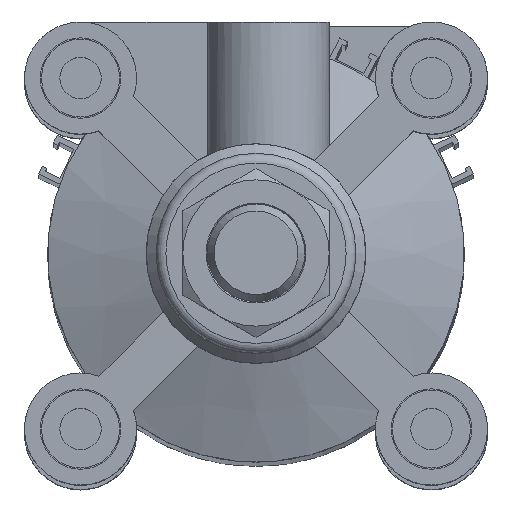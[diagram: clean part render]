
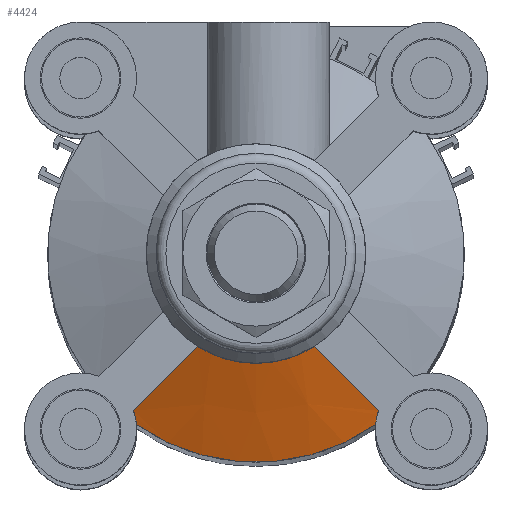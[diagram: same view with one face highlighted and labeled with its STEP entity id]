
A CAD part, top view. The second image highlights one B-rep face of the part: STEP entity #4424.
In plain terms, the highlighted conical face has half-angle 70 degrees and reference radius 32.625 mm.
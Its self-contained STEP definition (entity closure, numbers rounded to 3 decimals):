
#4331=CARTESIAN_POINT('',(-35.003,8.5,24.543));
#4332=VERTEX_POINT('',#4331);
#4339=CARTESIAN_POINT('',(-35.003,8.5,-24.543));
#4340=VERTEX_POINT('',#4339);
#4341=CARTESIAN_POINT('',(0.0,8.5,0.0));
#4342=DIRECTION('',(0.0,1.0,0.0));
#4343=DIRECTION('',(-1.0,0.0,0.0));
#4344=AXIS2_PLACEMENT_3D('',#4341,#4342,#4343);
#4345=CIRCLE('',#4344,42.75);
#4346=EDGE_CURVE('',#4340,#4332,#4345,.T.);
#4357=CARTESIAN_POINT('',(0.0,12.185,0.0));
#4358=DIRECTION('',(0.0,-1.0,0.0));
#4359=DIRECTION('',(-1.0,0.0,0.0));
#4360=AXIS2_PLACEMENT_3D('',#4357,#4358,#4359);
#4361=CONICAL_SURFACE('',#4360,32.625,70.);
#4362=ORIENTED_EDGE('',*,*,#4346,.T.);
#4363=CARTESIAN_POINT('',(-32.213,9.187,25.142));
#4364=VERTEX_POINT('',#4363);
#4365=CARTESIAN_POINT('',(-35.003,8.5,24.543));
#4366=CARTESIAN_POINT('',(-34.847,8.543,24.557));
#4367=CARTESIAN_POINT('',(-34.693,8.586,24.573));
#4368=CARTESIAN_POINT('',(-33.783,8.831,24.69));
#4369=CARTESIAN_POINT('',(-32.991,9.024,24.87));
#4370=CARTESIAN_POINT('',(-32.213,9.187,25.142));
#4371=B_SPLINE_CURVE_WITH_KNOTS('',3,(#4365,#4366,#4367,#4368,#4369,#4370),.UNSPECIFIED.,.F.,.U.,(4,2,4),(0.743,0.791,1.028),.UNSPECIFIED.);
#4372=EDGE_CURVE('',#4332,#4364,#4371,.T.);
#4373=ORIENTED_EDGE('',*,*,#4372,.T.);
#4374=CARTESIAN_POINT('',(-19.048,15.87,11.977));
#4375=VERTEX_POINT('',#4374);
#4376=CARTESIAN_POINT('',(-32.213,9.187,25.142));
#4377=CARTESIAN_POINT('',(-23.723,13.524,16.651));
#4378=CARTESIAN_POINT('',(-19.048,15.87,11.977));
#4386=(BOUNDED_CURVE()B_SPLINE_CURVE(2,(#4376,#4377,#4378),.UNSPECIFIED.,.F.,.U.)B_SPLINE_CURVE_WITH_KNOTS((3,3),(0.0,1.978),.UNSPECIFIED.)CURVE()GEOMETRIC_REPRESENTATION_ITEM()RATIONAL_B_SPLINE_CURVE((1.0,1.046,1.0))REPRESENTATION_ITEM(''));
#4387=EDGE_CURVE('',#4364,#4375,#4386,.T.);
#4388=ORIENTED_EDGE('',*,*,#4387,.T.);
#4389=CARTESIAN_POINT('',(-19.048,15.87,-11.977));
#4390=VERTEX_POINT('',#4389);
#4391=CARTESIAN_POINT('',(0.0,15.87,0.0));
#4392=DIRECTION('',(0.0,1.0,0.0));
#4393=DIRECTION('',(-1.0,0.0,0.0));
#4394=AXIS2_PLACEMENT_3D('',#4391,#4392,#4393);
#4395=CIRCLE('',#4394,22.5);
#4396=EDGE_CURVE('',#4390,#4375,#4395,.T.);
#4397=ORIENTED_EDGE('',*,*,#4396,.F.);
#4398=CARTESIAN_POINT('',(-32.213,9.187,-25.142));
#4399=VERTEX_POINT('',#4398);
#4400=CARTESIAN_POINT('',(-19.048,15.87,-11.977));
#4401=CARTESIAN_POINT('',(-23.723,13.524,-16.651));
#4402=CARTESIAN_POINT('',(-32.213,9.187,-25.142));
#4410=(BOUNDED_CURVE()B_SPLINE_CURVE(2,(#4400,#4401,#4402),.UNSPECIFIED.,.F.,.U.)B_SPLINE_CURVE_WITH_KNOTS((3,3),(0.0,1.978),.UNSPECIFIED.)CURVE()GEOMETRIC_REPRESENTATION_ITEM()RATIONAL_B_SPLINE_CURVE((1.0,1.046,1.0))REPRESENTATION_ITEM(''));
#4411=EDGE_CURVE('',#4390,#4399,#4410,.T.);
#4412=ORIENTED_EDGE('',*,*,#4411,.T.);
#4413=CARTESIAN_POINT('',(-32.213,9.187,-25.142));
#4414=CARTESIAN_POINT('',(-32.991,9.024,-24.87));
#4415=CARTESIAN_POINT('',(-33.783,8.831,-24.69));
#4416=CARTESIAN_POINT('',(-34.693,8.586,-24.573));
#4417=CARTESIAN_POINT('',(-34.847,8.543,-24.557));
#4418=CARTESIAN_POINT('',(-35.003,8.5,-24.543));
#4419=B_SPLINE_CURVE_WITH_KNOTS('',3,(#4413,#4414,#4415,#4416,#4417,#4418),.UNSPECIFIED.,.F.,.U.,(4,2,4),(2.018,2.255,2.303),.UNSPECIFIED.);
#4420=EDGE_CURVE('',#4399,#4340,#4419,.T.);
#4421=ORIENTED_EDGE('',*,*,#4420,.T.);
#4422=EDGE_LOOP('',(#4362,#4373,#4388,#4397,#4412,#4421));
#4423=FACE_OUTER_BOUND('',#4422,.T.);
#4424=ADVANCED_FACE('',(#4423),#4361,.T.);
